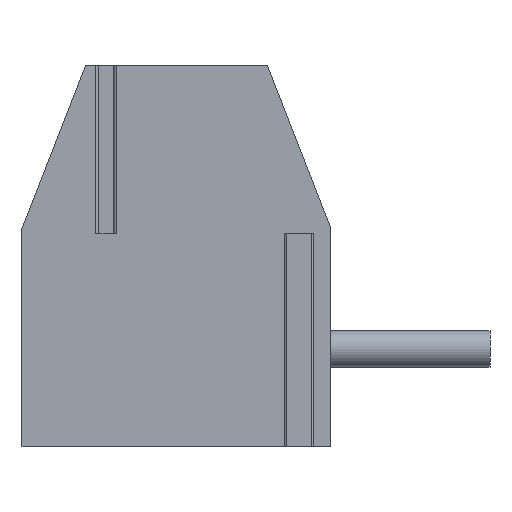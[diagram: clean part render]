
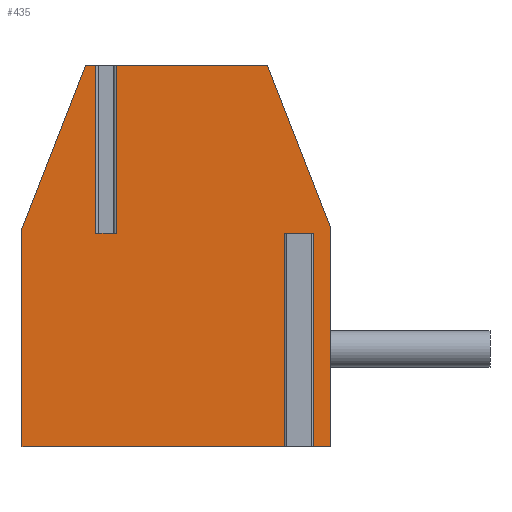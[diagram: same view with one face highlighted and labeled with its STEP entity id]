
A CAD part, front view. The second image highlights one B-rep face of the part: STEP entity #435.
In plain terms, the highlighted planar face has unit normal (0, -1, 0).
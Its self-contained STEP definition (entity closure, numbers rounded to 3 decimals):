
#435 = ADVANCED_FACE( '', ( #888 ), #889, .T. );
#888 = FACE_OUTER_BOUND( '', #1348, .T. );
#889 = PLANE( '', #1349 );
#1348 = EDGE_LOOP( '', ( #2578, #2579, #2580, #2581, #2582, #2583, #2584, #2585, #2586, #2587, #2588, #2589, #2590, #2591 ) );
#1349 = AXIS2_PLACEMENT_3D( '', #2592, #2593, #2594 );
#2578 = ORIENTED_EDGE( '', *, *, #3089, .T. );
#2579 = ORIENTED_EDGE( '', *, *, #3143, .T. );
#2580 = ORIENTED_EDGE( '', *, *, #2742, .T. );
#2581 = ORIENTED_EDGE( '', *, *, #2940, .T. );
#2582 = ORIENTED_EDGE( '', *, *, #3086, .T. );
#2583 = ORIENTED_EDGE( '', *, *, #3004, .T. );
#2584 = ORIENTED_EDGE( '', *, *, #3119, .T. );
#2585 = ORIENTED_EDGE( '', *, *, #3051, .T. );
#2586 = ORIENTED_EDGE( '', *, *, #3189, .T. );
#2587 = ORIENTED_EDGE( '', *, *, #2712, .F. );
#2588 = ORIENTED_EDGE( '', *, *, #2773, .T. );
#2589 = ORIENTED_EDGE( '', *, *, #3046, .T. );
#2590 = ORIENTED_EDGE( '', *, *, #2814, .T. );
#2591 = ORIENTED_EDGE( '', *, *, #3190, .F. );
#2592 = CARTESIAN_POINT( '', ( -49.746, -48.4, 0. ) );
#2593 = DIRECTION( '', ( 0., -1., 0. ) );
#2594 = DIRECTION( '', ( 0., 0., -1. ) );
#2712 = EDGE_CURVE( '', #3233, #3235, #3236, .T. );
#2742 = EDGE_CURVE( '', #3287, #3285, #3288, .T. );
#2773 = EDGE_CURVE( '', #3233, #3339, #3342, .F. );
#2814 = EDGE_CURVE( '', #3405, #3402, #3406, .F. );
#2940 = EDGE_CURVE( '', #3285, #3603, #3605, .T. );
#3004 = EDGE_CURVE( '', #3701, #3702, #3703, .T. );
#3046 = EDGE_CURVE( '', #3339, #3405, #3761, .T. );
#3051 = EDGE_CURVE( '', #3769, #3767, #3770, .T. );
#3086 = EDGE_CURVE( '', #3603, #3701, #3815, .T. );
#3089 = EDGE_CURVE( '', #3819, #3817, #3820, .T. );
#3119 = EDGE_CURVE( '', #3702, #3769, #3858, .F. );
#3143 = EDGE_CURVE( '', #3817, #3287, #3885, .T. );
#3189 = EDGE_CURVE( '', #3767, #3235, #3935, .F. );
#3190 = EDGE_CURVE( '', #3819, #3402, #3936, .T. );
#3233 = VERTEX_POINT( '', #3989 );
#3235 = VERTEX_POINT( '', #3991 );
#3236 = LINE( '', #3992, #3993 );
#3285 = VERTEX_POINT( '', #4054 );
#3287 = VERTEX_POINT( '', #4056 );
#3288 = LINE( '', #4057, #4058 );
#3339 = VERTEX_POINT( '', #4128 );
#3342 = LINE( '', #4131, #4132 );
#3402 = VERTEX_POINT( '', #4219 );
#3405 = VERTEX_POINT( '', #4223 );
#3406 = LINE( '', #4224, #4225 );
#3603 = VERTEX_POINT( '', #4509 );
#3605 = LINE( '', #4511, #4512 );
#3701 = VERTEX_POINT( '', #4641 );
#3702 = VERTEX_POINT( '', #4642 );
#3703 = LINE( '', #4643, #4644 );
#3761 = LINE( '', #4727, #4728 );
#3767 = VERTEX_POINT( '', #4735 );
#3769 = VERTEX_POINT( '', #4737 );
#3770 = LINE( '', #4738, #4739 );
#3815 = LINE( '', #4802, #4803 );
#3817 = VERTEX_POINT( '', #4805 );
#3819 = VERTEX_POINT( '', #4807 );
#3820 = LINE( '', #4808, #4809 );
#3858 = LINE( '', #4865, #4866 );
#3885 = LINE( '', #4902, #4903 );
#3935 = LINE( '', #4973, #4974 );
#3936 = LINE( '', #4975, #4976 );
#3989 = CARTESIAN_POINT( '', ( -51.52, -48.4, 4.7 ) );
#3991 = CARTESIAN_POINT( '', ( -51.072, -48.4, 4.7 ) );
#3992 = CARTESIAN_POINT( '', ( -50.946, -48.4, 4.7 ) );
#3993 = VECTOR( '', #5012, 1000. );
#4054 = CARTESIAN_POINT( '', ( -46.822, -48.4, 4.7 ) );
#4056 = CARTESIAN_POINT( '', ( -47.27, -48.4, 4.7 ) );
#4057 = CARTESIAN_POINT( '', ( -46.696, -48.4, 4.7 ) );
#4058 = VECTOR( '', #5058, 1000. );
#4128 = CARTESIAN_POINT( '', ( -51.52, -48.4, 8.4 ) );
#4131 = CARTESIAN_POINT( '', ( -51.52, -48.4, 8.4 ) );
#4132 = VECTOR( '', #5093, 1000. );
#4219 = CARTESIAN_POINT( '', ( -53.146, -48.4, 4.8 ) );
#4223 = CARTESIAN_POINT( '', ( -51.746, -48.4, 8.4 ) );
#4224 = CARTESIAN_POINT( '', ( -54.32, -48.4, 1.779 ) );
#4225 = VECTOR( '', #5128, 1000. );
#4509 = CARTESIAN_POINT( '', ( -46.822, -48.4, 0. ) );
#4511 = CARTESIAN_POINT( '', ( -46.822, -48.4, 0. ) );
#4512 = VECTOR( '', #5252, 1000. );
#4641 = CARTESIAN_POINT( '', ( -46.346, -48.4, 0. ) );
#4642 = CARTESIAN_POINT( '', ( -46.346, -48.4, 4.8 ) );
#4643 = CARTESIAN_POINT( '', ( -46.346, -48.4, 0. ) );
#4644 = VECTOR( '', #5322, 1000. );
#4727 = CARTESIAN_POINT( '', ( -49.746, -48.4, 8.4 ) );
#4728 = VECTOR( '', #5363, 1000. );
#4735 = CARTESIAN_POINT( '', ( -51.072, -48.4, 8.4 ) );
#4737 = CARTESIAN_POINT( '', ( -47.746, -48.4, 8.4 ) );
#4738 = CARTESIAN_POINT( '', ( -49.746, -48.4, 8.4 ) );
#4739 = VECTOR( '', #5374, 1000. );
#4802 = CARTESIAN_POINT( '', ( -49.746, -48.4, 0. ) );
#4803 = VECTOR( '', #5405, 1000. );
#4805 = CARTESIAN_POINT( '', ( -47.27, -48.4, 0. ) );
#4807 = CARTESIAN_POINT( '', ( -53.146, -48.4, 0. ) );
#4808 = CARTESIAN_POINT( '', ( -49.746, -48.4, 0. ) );
#4809 = VECTOR( '', #5412, 1000. );
#4865 = CARTESIAN_POINT( '', ( -45.171, -48.4, 1.779 ) );
#4866 = VECTOR( '', #5440, 1000. );
#4902 = CARTESIAN_POINT( '', ( -47.27, -48.4, 4.7 ) );
#4903 = VECTOR( '', #5462, 1000. );
#4973 = CARTESIAN_POINT( '', ( -51.072, -48.4, 4.7 ) );
#4974 = VECTOR( '', #5486, 1000. );
#4975 = CARTESIAN_POINT( '', ( -53.146, -48.4, 0. ) );
#4976 = VECTOR( '', #5487, 1000. );
#5012 = DIRECTION( '', ( 1., 0., 0. ) );
#5058 = DIRECTION( '', ( 1., 0., 0. ) );
#5093 = DIRECTION( '', ( 0., 0., -1. ) );
#5128 = DIRECTION( '', ( 0.362, 0., 0.932 ) );
#5252 = DIRECTION( '', ( 0., 0., -1. ) );
#5322 = DIRECTION( '', ( 0., 0., 1. ) );
#5363 = DIRECTION( '', ( -1., 0., 0. ) );
#5374 = DIRECTION( '', ( -1., 0., 0. ) );
#5405 = DIRECTION( '', ( 1., 0., 0. ) );
#5412 = DIRECTION( '', ( 1., 0., 0. ) );
#5440 = DIRECTION( '', ( 0.362, 0., -0.932 ) );
#5462 = DIRECTION( '', ( 0., 0., 1. ) );
#5486 = DIRECTION( '', ( 0., 0., 1. ) );
#5487 = DIRECTION( '', ( 0., 0., 1. ) );
